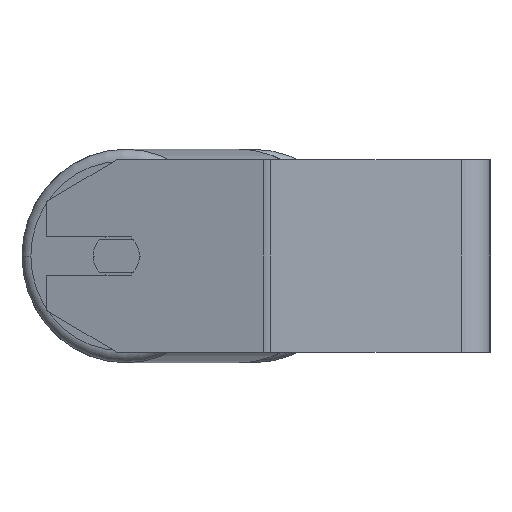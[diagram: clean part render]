
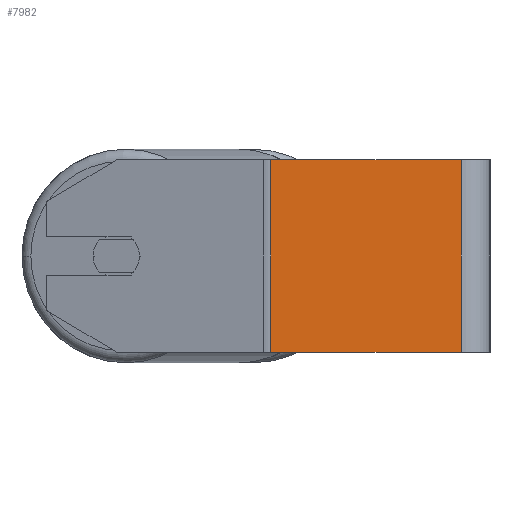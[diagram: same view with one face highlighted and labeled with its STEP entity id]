
A CAD part, left-side view. The second image highlights one B-rep face of the part: STEP entity #7982.
In plain terms, the highlighted planar face has unit normal (-1, 0, 0).
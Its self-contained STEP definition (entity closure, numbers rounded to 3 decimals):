
#275 = VECTOR ( 'NONE', #8632, 1000. ) ;
#415 = ORIENTED_EDGE ( 'NONE', *, *, #2227, .F. ) ;
#1418 = CARTESIAN_POINT ( 'NONE',  ( -340., 12., 40. ) ) ;
#1993 = EDGE_LOOP ( 'NONE', ( #7314, #415, #4859, #5925 ) ) ;
#2227 = EDGE_CURVE ( 'NONE', #6664, #7336, #4074, .T. ) ;
#2268 = CARTESIAN_POINT ( 'NONE',  ( -340., 92.92, -40. ) ) ;
#2275 = VECTOR ( 'NONE', #4431, 1000. ) ;
#2365 = DIRECTION ( 'NONE',  ( 1., 0., 0. ) ) ;
#2587 = VECTOR ( 'NONE', #3409, 1000. ) ;
#2903 = CARTESIAN_POINT ( 'NONE',  ( -340., 12., 40. ) ) ;
#3091 = EDGE_CURVE ( 'NONE', #5089, #7336, #7120, .T. ) ;
#3119 = CARTESIAN_POINT ( 'NONE',  ( -340., 92.92, 40. ) ) ;
#3409 = DIRECTION ( 'NONE',  ( 0., 0., -1. ) ) ;
#3544 = EDGE_CURVE ( 'NONE', #7925, #6664, #8345, .T. ) ;
#3692 = DIRECTION ( 'NONE',  ( 0., 0., -1. ) ) ;
#3754 = CARTESIAN_POINT ( 'NONE',  ( -340., 92.92, 40. ) ) ;
#3783 = VECTOR ( 'NONE', #8388, 1000. ) ;
#4074 = LINE ( 'NONE', #1418, #2587 ) ;
#4136 = LINE ( 'NONE', #7438, #275 ) ;
#4431 = DIRECTION ( 'NONE',  ( 0., -1., 0. ) ) ;
#4800 = AXIS2_PLACEMENT_3D ( 'NONE', #3119, #2365, #3692 ) ;
#4859 = ORIENTED_EDGE ( 'NONE', *, *, #3544, .F. ) ;
#5089 = VERTEX_POINT ( 'NONE', #8690 ) ;
#5925 = ORIENTED_EDGE ( 'NONE', *, *, #8279, .T. ) ;
#6331 = PLANE ( 'NONE',  #4800 ) ;
#6664 = VERTEX_POINT ( 'NONE', #2903 ) ;
#7120 = LINE ( 'NONE', #2268, #2275 ) ;
#7206 = CARTESIAN_POINT ( 'NONE',  ( -340., 12., -40. ) ) ;
#7314 = ORIENTED_EDGE ( 'NONE', *, *, #3091, .T. ) ;
#7336 = VERTEX_POINT ( 'NONE', #7206 ) ;
#7438 = CARTESIAN_POINT ( 'NONE',  ( -340., 91.34, 40. ) ) ;
#7925 = VERTEX_POINT ( 'NONE', #8452 ) ;
#7982 = ADVANCED_FACE ( 'NONE', ( #8408 ), #6331, .F. ) ;
#8279 = EDGE_CURVE ( 'NONE', #7925, #5089, #4136, .T. ) ;
#8345 = LINE ( 'NONE', #3754, #3783 ) ;
#8388 = DIRECTION ( 'NONE',  ( 0., -1., 0. ) ) ;
#8408 = FACE_OUTER_BOUND ( 'NONE', #1993, .T. ) ;
#8452 = CARTESIAN_POINT ( 'NONE',  ( -340., 91.34, 40. ) ) ;
#8632 = DIRECTION ( 'NONE',  ( 0., 0., -1. ) ) ;
#8690 = CARTESIAN_POINT ( 'NONE',  ( -340., 91.34, -40. ) ) ;
